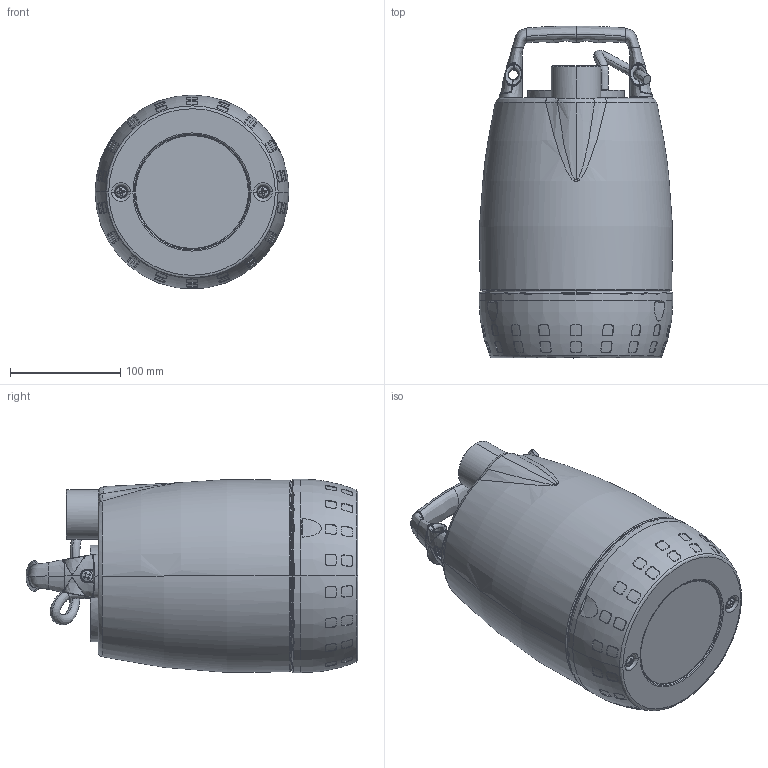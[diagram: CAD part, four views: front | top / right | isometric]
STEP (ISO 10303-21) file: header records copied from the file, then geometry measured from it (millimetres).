
FILE_DESCRIPTION (( 'STEP AP203' ), '1' );
FILE_NAME ('4_93_388_02_REV00.step', '2023-03-15T08:19:51', ( '' ), ( '' ), 'SwSTEP 2.0', 'SolidWorks 2020', '' );
FILE_SCHEMA (( 'CONFIG_CONTROL_DESIGN' ));
Length unit declared in the file: millimetre
Products named in the file (3): Copia di Filtro^4_93_388_02_REV00; Copia di 182167^4_93_388_02_REV00; 4_93_388_02_REV00
Assembly tree (2 placements, depth 2):
  4_93_388_02_REV00
    Copia di 182167^4_93_388_02_REV00
    Copia di Filtro^4_93_388_02_REV00
Bounding box: 176 x 301.43 x 176 mm (x, y, z)
Volume: 5590387.7 mm3; surface area: 258302.8 mm2
Topology: 8 solids, 8 shells, 1306 faces, 3167 edges, 1923 vertices
Faces by surface type: bspline 481, cylinder 366, plane 340, torus 60, cone 51, sphere 8
Entity records: 162617 total; most frequent: CARTESIAN_POINT 137107, ORIENTED_EDGE 6314, DIRECTION 3245, EDGE_CURVE 3157, VERTEX_POINT 1923, B_SPLINE_CURVE_WITH_KNOTS 1910, EDGE_LOOP 1370, ADVANCED_FACE 1306
